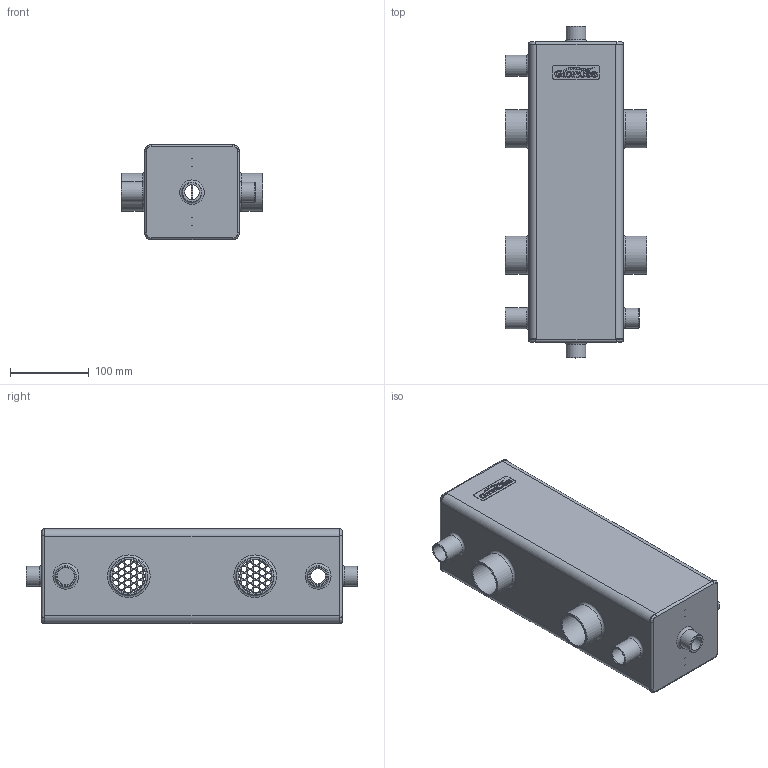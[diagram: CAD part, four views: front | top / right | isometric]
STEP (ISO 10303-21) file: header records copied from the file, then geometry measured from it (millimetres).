
FILE_DESCRIPTION(('STEP AP203'), '1');
FILE_NAME('GR-150-40.04', '', ('UNSPECIFIED'), ('UNSPECIFIED'), 'ASCON STEP Converter 1.6', 'ASCON Math Kernel', '');
FILE_SCHEMA(('CONFIG_CONTROL_DESIGN'));
Length unit declared in the file: millimetre
Bounding box: 180 x 421 x 120.55 mm (x, y, z)
Volume: 895639.6 mm3; surface area: 502421.7 mm2
Topology: 1 solids, 1 shells, 677 faces, 1905 edges, 1253 vertices
Faces by surface type: cylinder 277, plane 187, bspline 179, cone 25, torus 9
Full cylindrical faces by diameter (mm): 7.5 x210, 18.632 x3, 22 x2, 24 x4, 25 x5, 26.8 x2, 42 x4, 46 x4, 48 x4
Entity records: 32276 total; most frequent: CARTESIAN_POINT 10545, ORIENTED_EDGE 3266, DIRECTION 2668, EDGE_CURVE 1633, EDGE_LOOP 1430, VERTEX_POINT 1253, AXIS2_PLACEMENT_3D 1068, FACE_BOUND 916
